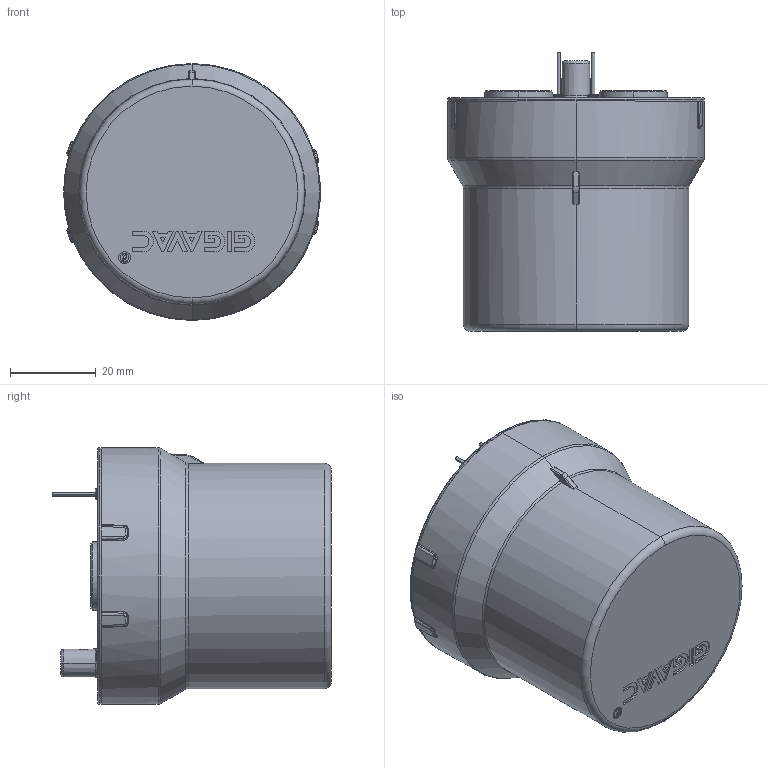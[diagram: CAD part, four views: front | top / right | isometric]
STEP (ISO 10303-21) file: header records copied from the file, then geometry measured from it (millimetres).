
FILE_DESCRIPTION (( 'STEP AP214' ), '1' );
FILE_NAME ('GV124_non aux_step_041217.STEP', '2017-04-12T23:02:30', ( 'Temp' ), ( '' ), 'SwSTEP 2.0', 'SolidWorks 2014', '' );
FILE_SCHEMA (( 'AUTOMOTIVE_DESIGN' ));
Length unit declared in the file: inch
Products named in the file (1): GV124_non aux_step_041217
Bounding box: 59.94 x 64.97 x 59.94 mm (x, y, z)
Volume: 27943.7 mm3; surface area: 34862.3 mm2
Topology: 7 solids, 7 shells, 1958 faces, 5072 edges, 3152 vertices
Faces by surface type: plane 595, torus 471, cylinder 431, bspline 262, cone 155, sphere 44
Entity records: 96528 total; most frequent: CARTESIAN_POINT 25596, ORIENTED_EDGE 10080, DIRECTION 9046, EDGE_CURVE 5040, AXIS2_PLACEMENT_3D 3560, VERTEX_POINT 3152, EDGE_LOOP 2030, LENGTH_MEASURE_WITH_UNIT 1967
